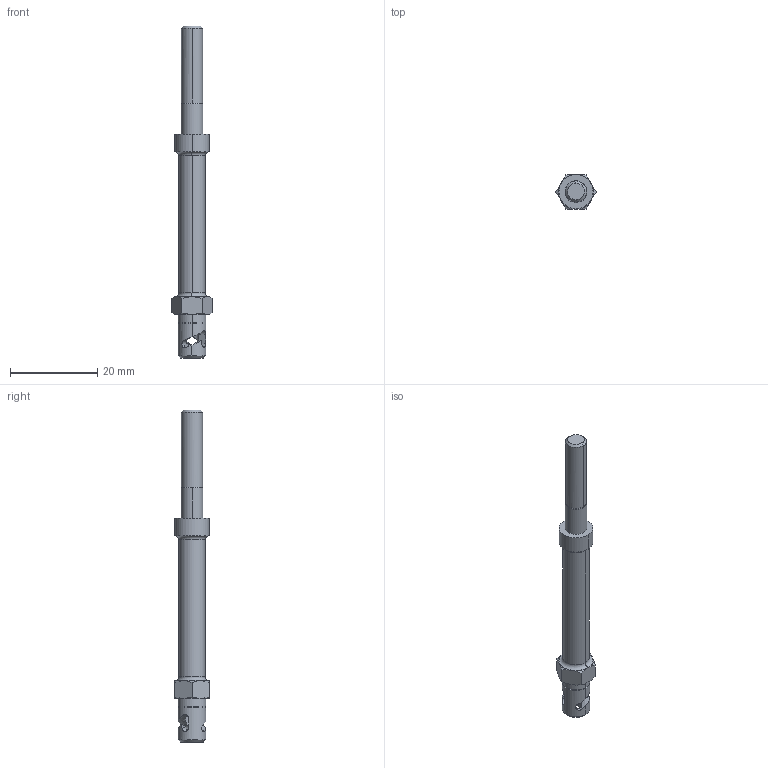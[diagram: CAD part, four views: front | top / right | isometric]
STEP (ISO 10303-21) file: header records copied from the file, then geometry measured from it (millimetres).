
FILE_DESCRIPTION((''),'2;1');
FILE_NAME('32420021025BMT','2019-09-24T',('presta_be4'),(''),'PRO/ENGINEER BY PARAMETRIC TECHNOLOGY CORPORATION, 2014310','PRO/ENGINEER BY PARAMETRIC TECHNOLOGY CORPORATION, 2014310','');
FILE_SCHEMA(('CONFIG_CONTROL_DESIGN'));
Length unit declared in the file: millimetre
Products named in the file (1): 32420021025BMT
Bounding box: 9.16 x 7.94 x 76 mm (x, y, z)
Volume: 2000.6 mm3; surface area: 1641.6 mm2
Topology: 1 solids, 1 shells, 77 faces, 214 edges, 137 vertices
Faces by surface type: cylinder 24, cone 22, plane 21, torus 6, bspline 4
Entity records: 2859 total; most frequent: CARTESIAN_POINT 947, ORIENTED_EDGE 424, DIRECTION 350, EDGE_CURVE 212, VERTEX_POINT 137, AXIS2_PLACEMENT_3D 135, EDGE_LOOP 81, VECTOR 80
